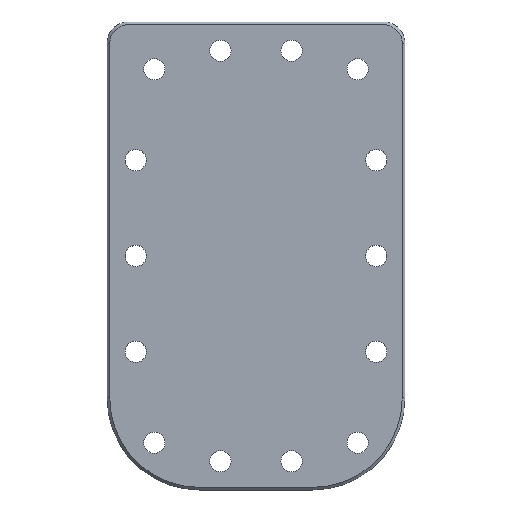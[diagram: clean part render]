
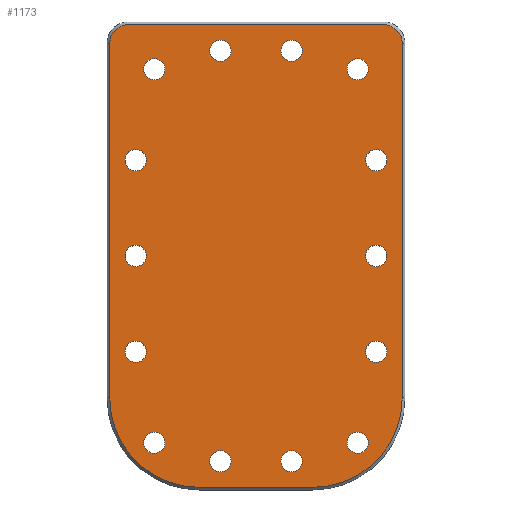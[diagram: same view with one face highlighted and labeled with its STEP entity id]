
A CAD part, top view. The second image highlights one B-rep face of the part: STEP entity #1173.
In plain terms, the highlighted planar face has unit normal (0, 0, 1).
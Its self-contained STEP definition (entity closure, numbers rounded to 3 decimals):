
#34=FACE_BOUND('',#278,.T.);
#35=FACE_BOUND('',#279,.T.);
#36=FACE_BOUND('',#280,.T.);
#37=FACE_BOUND('',#281,.T.);
#38=FACE_BOUND('',#282,.T.);
#39=FACE_BOUND('',#283,.T.);
#40=FACE_BOUND('',#284,.T.);
#41=FACE_BOUND('',#285,.T.);
#42=FACE_BOUND('',#286,.T.);
#43=FACE_BOUND('',#287,.T.);
#44=FACE_BOUND('',#288,.T.);
#45=FACE_BOUND('',#289,.T.);
#46=FACE_BOUND('',#290,.T.);
#47=FACE_BOUND('',#291,.T.);
#98=CIRCLE('',#1277,16.8);
#100=CIRCLE('',#1281,16.8);
#102=CIRCLE('',#1285,3.5);
#104=CIRCLE('',#1289,3.5);
#108=CIRCLE('',#1298,2.);
#109=CIRCLE('',#1299,2.);
#110=CIRCLE('',#1300,2.);
#111=CIRCLE('',#1301,2.);
#112=CIRCLE('',#1302,2.);
#113=CIRCLE('',#1303,2.);
#114=CIRCLE('',#1304,2.);
#115=CIRCLE('',#1305,2.);
#116=CIRCLE('',#1306,2.);
#117=CIRCLE('',#1307,2.);
#118=CIRCLE('',#1308,2.);
#119=CIRCLE('',#1309,2.);
#120=CIRCLE('',#1310,2.);
#121=CIRCLE('',#1311,2.);
#191=FACE_OUTER_BOUND('',#277,.T.);
#277=EDGE_LOOP('',(#919,#920,#921,#922,#923,#924,#925,#926));
#278=EDGE_LOOP('',(#927));
#279=EDGE_LOOP('',(#928));
#280=EDGE_LOOP('',(#929));
#281=EDGE_LOOP('',(#930));
#282=EDGE_LOOP('',(#931));
#283=EDGE_LOOP('',(#932));
#284=EDGE_LOOP('',(#933));
#285=EDGE_LOOP('',(#934));
#286=EDGE_LOOP('',(#935));
#287=EDGE_LOOP('',(#936));
#288=EDGE_LOOP('',(#937));
#289=EDGE_LOOP('',(#938));
#290=EDGE_LOOP('',(#939));
#291=EDGE_LOOP('',(#940));
#367=LINE('',#1881,#463);
#371=LINE('',#1893,#467);
#375=LINE('',#1905,#471);
#379=LINE('',#1917,#475);
#463=VECTOR('',#1494,10.);
#467=VECTOR('',#1506,10.);
#471=VECTOR('',#1518,10.);
#475=VECTOR('',#1530,10.);
#572=VERTEX_POINT('',#1874);
#575=VERTEX_POINT('',#1879);
#576=VERTEX_POINT('',#1883);
#578=VERTEX_POINT('',#1889);
#580=VERTEX_POINT('',#1895);
#582=VERTEX_POINT('',#1901);
#584=VERTEX_POINT('',#1907);
#586=VERTEX_POINT('',#1913);
#593=VERTEX_POINT('',#1940);
#594=VERTEX_POINT('',#1942);
#595=VERTEX_POINT('',#1944);
#596=VERTEX_POINT('',#1946);
#597=VERTEX_POINT('',#1948);
#598=VERTEX_POINT('',#1950);
#599=VERTEX_POINT('',#1952);
#600=VERTEX_POINT('',#1954);
#601=VERTEX_POINT('',#1956);
#602=VERTEX_POINT('',#1958);
#603=VERTEX_POINT('',#1960);
#604=VERTEX_POINT('',#1962);
#605=VERTEX_POINT('',#1964);
#606=VERTEX_POINT('',#1966);
#685=EDGE_CURVE('',#575,#572,#367,.T.);
#686=EDGE_CURVE('',#572,#576,#98,.T.);
#691=EDGE_CURVE('',#576,#578,#371,.T.);
#692=EDGE_CURVE('',#578,#580,#100,.T.);
#697=EDGE_CURVE('',#580,#582,#375,.T.);
#698=EDGE_CURVE('',#582,#584,#102,.T.);
#703=EDGE_CURVE('',#584,#586,#379,.T.);
#704=EDGE_CURVE('',#586,#575,#104,.T.);
#715=EDGE_CURVE('',#593,#593,#108,.T.);
#716=EDGE_CURVE('',#594,#594,#109,.T.);
#717=EDGE_CURVE('',#595,#595,#110,.T.);
#718=EDGE_CURVE('',#596,#596,#111,.T.);
#719=EDGE_CURVE('',#597,#597,#112,.T.);
#720=EDGE_CURVE('',#598,#598,#113,.T.);
#721=EDGE_CURVE('',#599,#599,#114,.T.);
#722=EDGE_CURVE('',#600,#600,#115,.T.);
#723=EDGE_CURVE('',#601,#601,#116,.T.);
#724=EDGE_CURVE('',#602,#602,#117,.T.);
#725=EDGE_CURVE('',#603,#603,#118,.T.);
#726=EDGE_CURVE('',#604,#604,#119,.T.);
#727=EDGE_CURVE('',#605,#605,#120,.T.);
#728=EDGE_CURVE('',#606,#606,#121,.T.);
#919=ORIENTED_EDGE('',*,*,#685,.F.);
#920=ORIENTED_EDGE('',*,*,#704,.F.);
#921=ORIENTED_EDGE('',*,*,#703,.F.);
#922=ORIENTED_EDGE('',*,*,#698,.F.);
#923=ORIENTED_EDGE('',*,*,#697,.F.);
#924=ORIENTED_EDGE('',*,*,#692,.F.);
#925=ORIENTED_EDGE('',*,*,#691,.F.);
#926=ORIENTED_EDGE('',*,*,#686,.F.);
#927=ORIENTED_EDGE('',*,*,#715,.T.);
#928=ORIENTED_EDGE('',*,*,#716,.T.);
#929=ORIENTED_EDGE('',*,*,#717,.T.);
#930=ORIENTED_EDGE('',*,*,#718,.T.);
#931=ORIENTED_EDGE('',*,*,#719,.T.);
#932=ORIENTED_EDGE('',*,*,#720,.T.);
#933=ORIENTED_EDGE('',*,*,#721,.T.);
#934=ORIENTED_EDGE('',*,*,#722,.T.);
#935=ORIENTED_EDGE('',*,*,#723,.T.);
#936=ORIENTED_EDGE('',*,*,#724,.T.);
#937=ORIENTED_EDGE('',*,*,#725,.T.);
#938=ORIENTED_EDGE('',*,*,#726,.T.);
#939=ORIENTED_EDGE('',*,*,#727,.T.);
#940=ORIENTED_EDGE('',*,*,#728,.T.);
#1138=PLANE('',#1297);
#1173=ADVANCED_FACE('',(#191,#34,#35,#36,#37,#38,#39,#40,#41,#42,#43,#44,
#45,#46,#47),#1138,.T.);
#1277=AXIS2_PLACEMENT_3D('',#1884,#1497,#1498);
#1281=AXIS2_PLACEMENT_3D('',#1896,#1509,#1510);
#1285=AXIS2_PLACEMENT_3D('',#1908,#1521,#1522);
#1289=AXIS2_PLACEMENT_3D('',#1919,#1533,#1534);
#1297=AXIS2_PLACEMENT_3D('',#1939,#1556,#1557);
#1298=AXIS2_PLACEMENT_3D('',#1941,#1558,#1559);
#1299=AXIS2_PLACEMENT_3D('',#1943,#1560,#1561);
#1300=AXIS2_PLACEMENT_3D('',#1945,#1562,#1563);
#1301=AXIS2_PLACEMENT_3D('',#1947,#1564,#1565);
#1302=AXIS2_PLACEMENT_3D('',#1949,#1566,#1567);
#1303=AXIS2_PLACEMENT_3D('',#1951,#1568,#1569);
#1304=AXIS2_PLACEMENT_3D('',#1953,#1570,#1571);
#1305=AXIS2_PLACEMENT_3D('',#1955,#1572,#1573);
#1306=AXIS2_PLACEMENT_3D('',#1957,#1574,#1575);
#1307=AXIS2_PLACEMENT_3D('',#1959,#1576,#1577);
#1308=AXIS2_PLACEMENT_3D('',#1961,#1578,#1579);
#1309=AXIS2_PLACEMENT_3D('',#1963,#1580,#1581);
#1310=AXIS2_PLACEMENT_3D('',#1965,#1582,#1583);
#1311=AXIS2_PLACEMENT_3D('',#1967,#1584,#1585);
#1494=DIRECTION('',(0.,-1.,0.));
#1497=DIRECTION('center_axis',(0.,0.,-1.));
#1498=DIRECTION('ref_axis',(0.,-1.,0.));
#1506=DIRECTION('',(-1.,0.,0.));
#1509=DIRECTION('center_axis',(0.,0.,-1.));
#1510=DIRECTION('ref_axis',(-1.,0.,0.));
#1518=DIRECTION('',(0.,1.,0.));
#1521=DIRECTION('center_axis',(0.,0.,-1.));
#1522=DIRECTION('ref_axis',(0.,1.,0.));
#1530=DIRECTION('',(1.,0.,0.));
#1533=DIRECTION('center_axis',(0.,0.,-1.));
#1534=DIRECTION('ref_axis',(1.,0.,0.));
#1556=DIRECTION('center_axis',(0.,0.,1.));
#1557=DIRECTION('ref_axis',(1.,0.,0.));
#1558=DIRECTION('center_axis',(0.,0.,-1.));
#1559=DIRECTION('ref_axis',(-1.,0.,0.));
#1560=DIRECTION('center_axis',(0.,0.,-1.));
#1561=DIRECTION('ref_axis',(-1.,0.,0.));
#1562=DIRECTION('center_axis',(0.,0.,-1.));
#1563=DIRECTION('ref_axis',(-1.,0.,0.));
#1564=DIRECTION('center_axis',(0.,0.,-1.));
#1565=DIRECTION('ref_axis',(-1.,0.,0.));
#1566=DIRECTION('center_axis',(0.,0.,-1.));
#1567=DIRECTION('ref_axis',(-1.,0.,0.));
#1568=DIRECTION('center_axis',(0.,0.,-1.));
#1569=DIRECTION('ref_axis',(-1.,0.,0.));
#1570=DIRECTION('center_axis',(0.,0.,-1.));
#1571=DIRECTION('ref_axis',(-1.,0.,0.));
#1572=DIRECTION('center_axis',(0.,0.,-1.));
#1573=DIRECTION('ref_axis',(-1.,0.,0.));
#1574=DIRECTION('center_axis',(0.,0.,-1.));
#1575=DIRECTION('ref_axis',(-1.,0.,0.));
#1576=DIRECTION('center_axis',(0.,0.,-1.));
#1577=DIRECTION('ref_axis',(-1.,0.,0.));
#1578=DIRECTION('center_axis',(0.,0.,-1.));
#1579=DIRECTION('ref_axis',(-1.,0.,0.));
#1580=DIRECTION('center_axis',(0.,0.,-1.));
#1581=DIRECTION('ref_axis',(-1.,0.,0.));
#1582=DIRECTION('center_axis',(0.,0.,-1.));
#1583=DIRECTION('ref_axis',(-1.,0.,0.));
#1584=DIRECTION('center_axis',(0.,0.,-1.));
#1585=DIRECTION('ref_axis',(-1.,0.,0.));
#1874=CARTESIAN_POINT('',(27.5,-26.7,0.));
#1879=CARTESIAN_POINT('',(27.5,40.,0.));
#1881=CARTESIAN_POINT('',(27.5,20.,0.));
#1883=CARTESIAN_POINT('',(10.7,-43.5,0.));
#1884=CARTESIAN_POINT('Origin',(10.7,-26.7,0.));
#1889=CARTESIAN_POINT('',(-10.7,-43.5,0.));
#1893=CARTESIAN_POINT('',(5.35,-43.5,0.));
#1895=CARTESIAN_POINT('',(-27.5,-26.7,0.));
#1896=CARTESIAN_POINT('Origin',(-10.7,-26.7,0.));
#1901=CARTESIAN_POINT('',(-27.5,40.,0.));
#1905=CARTESIAN_POINT('',(-27.5,-13.35,0.));
#1907=CARTESIAN_POINT('',(-24.,43.5,0.));
#1908=CARTESIAN_POINT('Origin',(-24.,40.,0.));
#1913=CARTESIAN_POINT('',(24.,43.5,0.));
#1917=CARTESIAN_POINT('',(-12.,43.5,0.));
#1919=CARTESIAN_POINT('Origin',(24.,40.,0.));
#1939=CARTESIAN_POINT('Origin',(0.,0.,0.));
#1940=CARTESIAN_POINT('',(-17.115,-35.115,0.));
#1941=CARTESIAN_POINT('Origin',(-19.115,-35.115,0.));
#1942=CARTESIAN_POINT('',(-4.682,-38.6,0.));
#1943=CARTESIAN_POINT('Origin',(-6.682,-38.6,0.));
#1944=CARTESIAN_POINT('',(8.682,-38.6,0.));
#1945=CARTESIAN_POINT('Origin',(6.682,-38.6,0.));
#1946=CARTESIAN_POINT('',(21.115,-35.115,0.));
#1947=CARTESIAN_POINT('Origin',(19.115,-35.115,0.));
#1948=CARTESIAN_POINT('',(24.6,-18.023,0.));
#1949=CARTESIAN_POINT('Origin',(22.6,-18.023,0.));
#1950=CARTESIAN_POINT('',(24.6,0.,0.));
#1951=CARTESIAN_POINT('Origin',(22.6,0.,0.));
#1952=CARTESIAN_POINT('',(24.6,18.023,0.));
#1953=CARTESIAN_POINT('Origin',(22.6,18.023,0.));
#1954=CARTESIAN_POINT('',(21.115,35.115,0.));
#1955=CARTESIAN_POINT('Origin',(19.115,35.115,0.));
#1956=CARTESIAN_POINT('',(8.682,38.6,0.));
#1957=CARTESIAN_POINT('Origin',(6.682,38.6,0.));
#1958=CARTESIAN_POINT('',(-4.682,38.6,0.));
#1959=CARTESIAN_POINT('Origin',(-6.682,38.6,0.));
#1960=CARTESIAN_POINT('',(-17.115,35.115,0.));
#1961=CARTESIAN_POINT('Origin',(-19.115,35.115,0.));
#1962=CARTESIAN_POINT('',(-20.6,18.023,0.));
#1963=CARTESIAN_POINT('Origin',(-22.6,18.023,0.));
#1964=CARTESIAN_POINT('',(-20.6,0.,0.));
#1965=CARTESIAN_POINT('Origin',(-22.6,0.,0.));
#1966=CARTESIAN_POINT('',(-20.6,-18.023,0.));
#1967=CARTESIAN_POINT('Origin',(-22.6,-18.023,0.));
